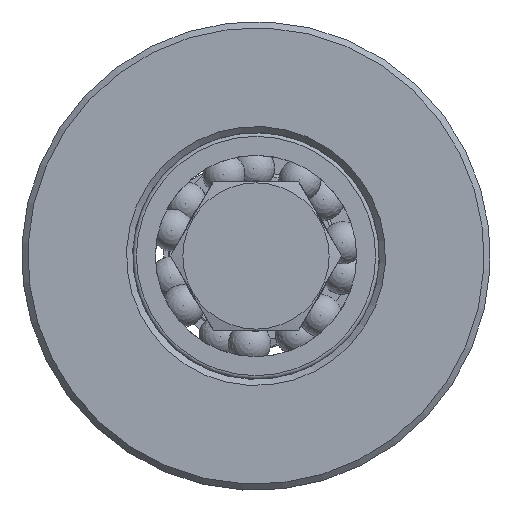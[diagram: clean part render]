
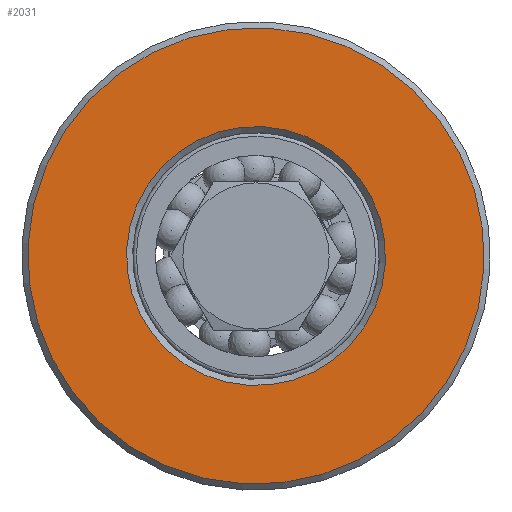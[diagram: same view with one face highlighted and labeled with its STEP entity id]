
A CAD part, left-side view. The second image highlights one B-rep face of the part: STEP entity #2031.
In plain terms, the highlighted planar face has unit normal (-1, 0, 0).
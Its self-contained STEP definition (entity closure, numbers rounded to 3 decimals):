
#164=FACE_BOUND('',#468,.T.);
#254=PLANE('',#2370);
#344=FACE_OUTER_BOUND('',#467,.T.);
#467=EDGE_LOOP('',(#1592));
#468=EDGE_LOOP('',(#1593));
#748=CIRCLE('',#2367,21.);
#751=CIRCLE('',#2371,37.);
#914=VERTEX_POINT('',#3444);
#917=VERTEX_POINT('',#3452);
#1164=EDGE_CURVE('',#914,#914,#748,.T.);
#1168=EDGE_CURVE('',#917,#917,#751,.T.);
#1592=ORIENTED_EDGE('',*,*,#1168,.F.);
#1593=ORIENTED_EDGE('',*,*,#1164,.F.);
#2031=ADVANCED_FACE('',(#344,#164),#254,.T.);
#2367=AXIS2_PLACEMENT_3D('',#3445,#2777,#2778);
#2370=AXIS2_PLACEMENT_3D('',#3451,#2784,#2785);
#2371=AXIS2_PLACEMENT_3D('',#3453,#2786,#2787);
#2777=DIRECTION('center_axis',(-1.,0.,0.));
#2778=DIRECTION('ref_axis',(0.,-1.,0.));
#2784=DIRECTION('center_axis',(-1.,0.,0.));
#2785=DIRECTION('ref_axis',(0.,0.,1.));
#2786=DIRECTION('center_axis',(1.,0.,0.));
#2787=DIRECTION('ref_axis',(0.,-1.,0.));
#3444=CARTESIAN_POINT('',(-22.,21.,0.));
#3445=CARTESIAN_POINT('Origin',(-22.,0.,0.));
#3451=CARTESIAN_POINT('Origin',(-22.,29.,0.));
#3452=CARTESIAN_POINT('',(-22.,37.,0.));
#3453=CARTESIAN_POINT('Origin',(-22.,0.,0.));
